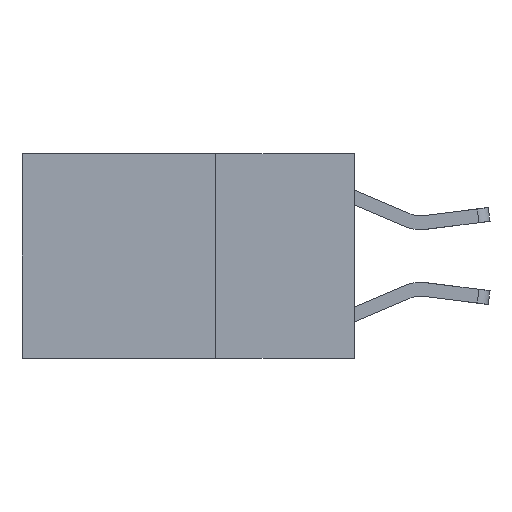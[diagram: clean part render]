
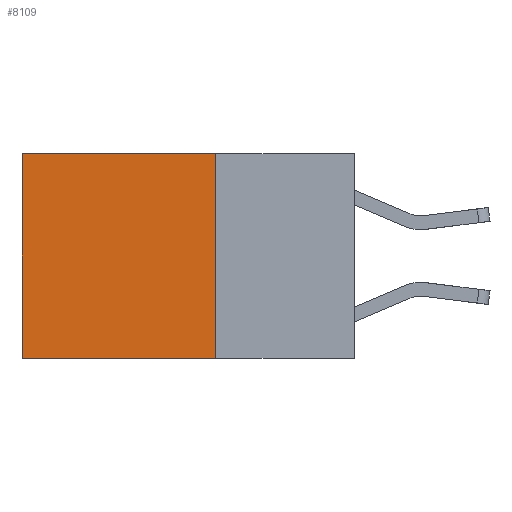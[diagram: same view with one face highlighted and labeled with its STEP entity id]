
A CAD part, left-side view. The second image highlights one B-rep face of the part: STEP entity #8109.
In plain terms, the highlighted planar face has unit normal (-1, 0, 0).
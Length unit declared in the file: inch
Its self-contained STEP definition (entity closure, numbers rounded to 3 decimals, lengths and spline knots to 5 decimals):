
#320 = CARTESIAN_POINT ( 'NONE',  ( 0.2625, 0.25, 0. ) ) ;
#406 = CARTESIAN_POINT ( 'NONE',  ( 0.2625, 0.25, -0.37 ) ) ;
#1264 = DIRECTION ( 'NONE',  ( 1., 0., 0. ) ) ;
#1285 = VERTEX_POINT ( 'NONE', #9890 ) ;
#2136 = LINE ( 'NONE', #406, #7066 ) ;
#2172 = DIRECTION ( 'NONE',  ( 0., 0., -1. ) ) ;
#2241 = ORIENTED_EDGE ( 'NONE', *, *, #4479, .T. ) ;
#2573 = LINE ( 'NONE', #10288, #3851 ) ;
#2776 = AXIS2_PLACEMENT_3D ( 'NONE', #320, #1264, #2172 ) ;
#3532 = ORIENTED_EDGE ( 'NONE', *, *, #5299, .F. ) ;
#3851 = VECTOR ( 'NONE', #6781, 39.37008 ) ;
#3867 = DIRECTION ( 'NONE',  ( 0., 1., 0. ) ) ;
#3915 = EDGE_LOOP ( 'NONE', ( #2241, #4656, #3532, #9478 ) ) ;
#4122 = LINE ( 'NONE', #9370, #8140 ) ;
#4360 = CARTESIAN_POINT ( 'NONE',  ( 0.2625, 0.25, -0.37 ) ) ;
#4393 = LINE ( 'NONE', #7183, #4602 ) ;
#4479 = EDGE_CURVE ( 'NONE', #1285, #9556, #2573, .T. ) ;
#4602 = VECTOR ( 'NONE', #10421, 39.37008 ) ;
#4656 = ORIENTED_EDGE ( 'NONE', *, *, #5984, .F. ) ;
#5049 = CARTESIAN_POINT ( 'NONE',  ( 0.2625, 0.6, -0.37 ) ) ;
#5299 = EDGE_CURVE ( 'NONE', #10791, #6149, #4122, .T. ) ;
#5356 = CARTESIAN_POINT ( 'NONE',  ( 0.2625, 0.25, 0. ) ) ;
#5984 = EDGE_CURVE ( 'NONE', #6149, #9556, #2136, .T. ) ;
#6149 = VERTEX_POINT ( 'NONE', #4360 ) ;
#6669 = EDGE_CURVE ( 'NONE', #10791, #1285, #4393, .T. ) ;
#6781 = DIRECTION ( 'NONE',  ( 0., 0., -1. ) ) ;
#7066 = VECTOR ( 'NONE', #3867, 39.37008 ) ;
#7183 = CARTESIAN_POINT ( 'NONE',  ( 0.2625, 0.25, 0. ) ) ;
#7363 = PLANE ( 'NONE',  #2776 ) ;
#8109 = ADVANCED_FACE ( 'NONE', ( #9714 ), #7363, .F. ) ;
#8140 = VECTOR ( 'NONE', #9252, 39.37008 ) ;
#9252 = DIRECTION ( 'NONE',  ( 0., 0., -1. ) ) ;
#9370 = CARTESIAN_POINT ( 'NONE',  ( 0.2625, 0.25, 0. ) ) ;
#9478 = ORIENTED_EDGE ( 'NONE', *, *, #6669, .T. ) ;
#9556 = VERTEX_POINT ( 'NONE', #5049 ) ;
#9714 = FACE_OUTER_BOUND ( 'NONE', #3915, .T. ) ;
#9890 = CARTESIAN_POINT ( 'NONE',  ( 0.2625, 0.6, 0. ) ) ;
#10288 = CARTESIAN_POINT ( 'NONE',  ( 0.2625, 0.6, 0. ) ) ;
#10421 = DIRECTION ( 'NONE',  ( 0., 1., 0. ) ) ;
#10791 = VERTEX_POINT ( 'NONE', #5356 ) ;
